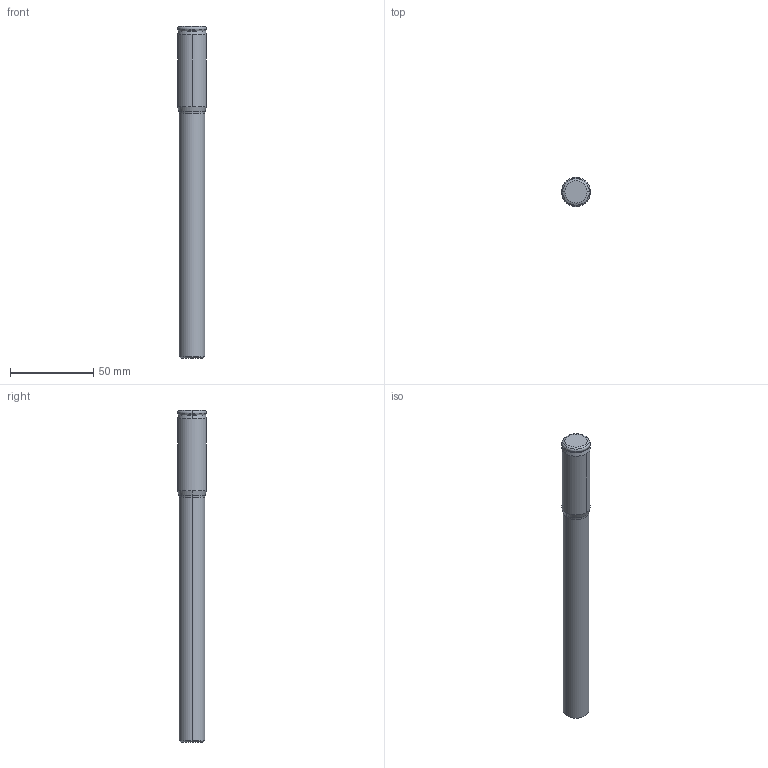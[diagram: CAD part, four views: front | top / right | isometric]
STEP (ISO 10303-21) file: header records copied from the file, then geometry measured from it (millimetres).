
FILE_DESCRIPTION (( 'STEP AP203' ), '1' );
FILE_NAME ('03-2951.STEP', '2023-06-19T20:26:23', ( '' ), ( '' ), 'SwSTEP 2.0', 'SolidWorks 2022', '' );
FILE_SCHEMA (( 'CONFIG_CONTROL_DESIGN' ));
Length unit declared in the file: millimetre
Products named in the file (1): 03-2951
Bounding box: 17.46 x 17.46 x 200 mm (x, y, z)
Volume: 40521.6 mm3; surface area: 10452.3 mm2
Topology: 1 solids, 1 shells, 24 faces, 50 edges, 28 vertices
Faces by surface type: cone 10, torus 8, cylinder 4, plane 2
Entity records: 719 total; most frequent: DIRECTION 136, CARTESIAN_POINT 103, ORIENTED_EDGE 100, AXIS2_PLACEMENT_3D 61, EDGE_CURVE 50, CIRCLE 36, VERTEX_POINT 28, FACE_OUTER_BOUND 24
